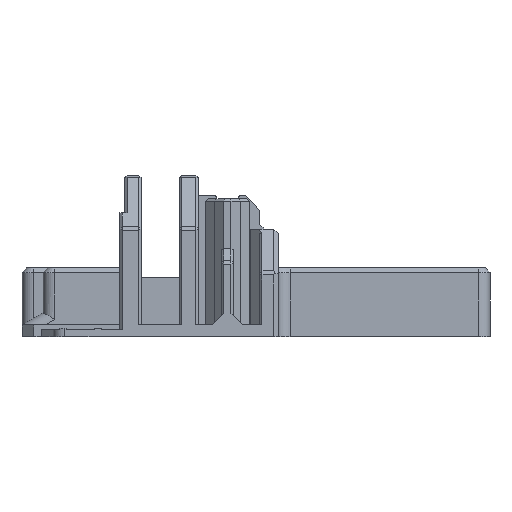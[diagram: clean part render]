
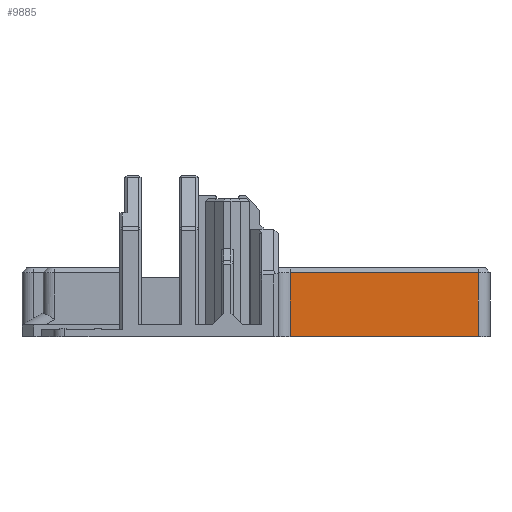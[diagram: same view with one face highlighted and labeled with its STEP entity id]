
A CAD part, left-side view. The second image highlights one B-rep face of the part: STEP entity #9885.
In plain terms, the highlighted planar face has unit normal (-1, 0, 0).
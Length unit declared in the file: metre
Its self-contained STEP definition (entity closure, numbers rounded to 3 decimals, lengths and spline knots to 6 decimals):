
#1291=ORIENTED_EDGE('',*,*,#4006,.T.);
#1292=ORIENTED_EDGE('',*,*,#4007,.T.);
#1293=ORIENTED_EDGE('',*,*,#4008,.T.);
#1294=ORIENTED_EDGE('',*,*,#3577,.T.);
#3577=EDGE_CURVE('',#4967,#4966,#5863,.T.);
#4006=EDGE_CURVE('',#4966,#5322,#6242,.F.);
#4007=EDGE_CURVE('',#5322,#5323,#6243,.T.);
#4008=EDGE_CURVE('',#5323,#4967,#6244,.F.);
#4966=VERTEX_POINT('',#14697);
#4967=VERTEX_POINT('',#14699);
#5322=VERTEX_POINT('',#15550);
#5323=VERTEX_POINT('',#15552);
#5863=LINE('',#14698,#7050);
#6242=LINE('',#15549,#7429);
#6243=LINE('',#15551,#7430);
#6244=LINE('',#15553,#7431);
#7050=VECTOR('',#11652,1.);
#7429=VECTOR('',#12265,1.);
#7430=VECTOR('',#12266,1.);
#7431=VECTOR('',#12267,1.);
#8090=EDGE_LOOP('',(#1291,#1292,#1293,#1294));
#8792=FACE_BOUND('',#8090,.T.);
#9438=PLANE('',#10577);
#9885=ADVANCED_FACE('',(#8792),#9438,.F.);
#10577=AXIS2_PLACEMENT_3D('',#15548,#12263,#12264);
#11652=DIRECTION('',(0.,-1.,0.));
#12263=DIRECTION('',(1.,0.,0.));
#12264=DIRECTION('',(0.,1.,0.));
#12265=DIRECTION('',(0.,0.,-1.));
#12266=DIRECTION('',(0.,1.,0.));
#12267=DIRECTION('',(0.,0.,1.));
#14697=CARTESIAN_POINT('',(0.02,0.005,0.));
#14698=CARTESIAN_POINT('',(0.02,0.100217,0.));
#14699=CARTESIAN_POINT('',(0.02,0.085651,0.));
#15548=CARTESIAN_POINT('',(0.02,0.077717,0.0294));
#15549=CARTESIAN_POINT('',(0.02,0.005,0.0294));
#15550=CARTESIAN_POINT('',(0.02,0.005,0.0274));
#15551=CARTESIAN_POINT('',(0.02,0.085651,0.0274));
#15552=CARTESIAN_POINT('',(0.02,0.085651,0.0274));
#15553=CARTESIAN_POINT('',(0.02,0.085651,0.));
